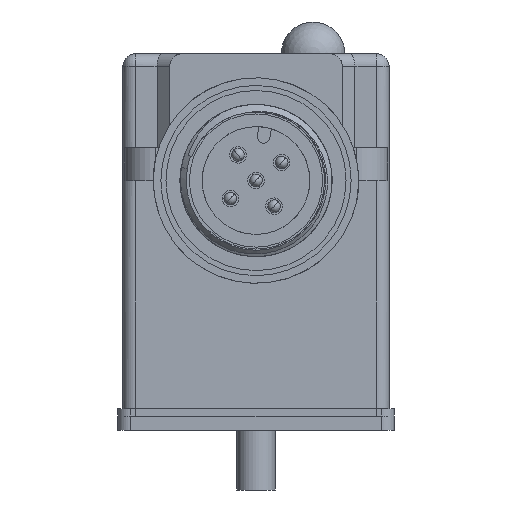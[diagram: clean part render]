
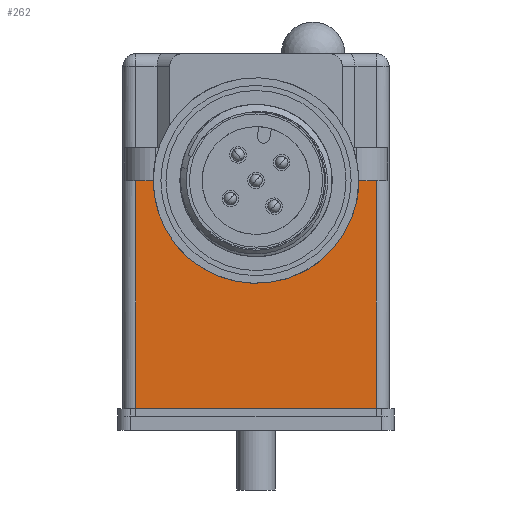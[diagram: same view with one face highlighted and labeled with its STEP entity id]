
A CAD part, front view. The second image highlights one B-rep face of the part: STEP entity #262.
In plain terms, the highlighted planar face has unit normal (0, -1, 0).
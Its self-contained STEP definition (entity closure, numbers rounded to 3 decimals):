
#262 = ADVANCED_FACE ( 'NONE', ( #9374 ), #2226, .T. ) ;
#774 = CARTESIAN_POINT ( 'NONE',  ( 9.5, -14.2, 16.198 ) ) ;
#1017 = VERTEX_POINT ( 'NONE', #4956 ) ;
#2132 = CARTESIAN_POINT ( 'NONE',  ( 9.5, -14.2, 16.198 ) ) ;
#2226 = PLANE ( 'NONE',  #14058 ) ;
#2272 = DIRECTION ( 'NONE',  ( 0., 0., -1. ) ) ;
#2533 = DIRECTION ( 'NONE',  ( 0., 0., -1. ) ) ;
#2715 = ORIENTED_EDGE ( 'NONE', *, *, #24741, .T. ) ;
#2739 = ORIENTED_EDGE ( 'NONE', *, *, #26562, .F. ) ;
#2769 = VECTOR ( 'NONE', #2272, 1000. ) ;
#2856 = VECTOR ( 'NONE', #12070, 1000. ) ;
#3429 = CARTESIAN_POINT ( 'NONE',  ( -7.8, -14.2, 16.198 ) ) ;
#4251 = CARTESIAN_POINT ( 'NONE',  ( -9.5, -14.2, 16.198 ) ) ;
#4371 = DIRECTION ( 'NONE',  ( 1., 0., 0. ) ) ;
#4912 = CARTESIAN_POINT ( 'NONE',  ( 9.5, -14.2, -2.402 ) ) ;
#4956 = CARTESIAN_POINT ( 'NONE',  ( -9.5, -14.2, -2.402 ) ) ;
#4988 = CARTESIAN_POINT ( 'NONE',  ( 9.5, -14.2, -2.402 ) ) ;
#5165 = VERTEX_POINT ( 'NONE', #16586 ) ;
#5936 = CARTESIAN_POINT ( 'NONE',  ( 0., -14.2, 16.198 ) ) ;
#6237 = EDGE_CURVE ( 'NONE', #19188, #1017, #15265, .T. ) ;
#6358 = EDGE_CURVE ( 'NONE', #12836, #19147, #17833, .T. ) ;
#7367 = EDGE_LOOP ( 'NONE', ( #14517, #24915, #22042, #2739, #2715, #20463 ) ) ;
#9374 = FACE_OUTER_BOUND ( 'NONE', #7367, .T. ) ;
#10906 = CARTESIAN_POINT ( 'NONE',  ( -9.5, -14.2, 16.198 ) ) ;
#10965 = CARTESIAN_POINT ( 'NONE',  ( 9.5, -14.2, 16.198 ) ) ;
#11814 = CARTESIAN_POINT ( 'NONE',  ( -7.8, -14.2, 16.198 ) ) ;
#12070 = DIRECTION ( 'NONE',  ( -1., 0., 0. ) ) ;
#12203 = DIRECTION ( 'NONE',  ( 0., -1., 0. ) ) ;
#12836 = VERTEX_POINT ( 'NONE', #3429 ) ;
#13161 = VECTOR ( 'NONE', #2533, 1000. ) ;
#14058 = AXIS2_PLACEMENT_3D ( 'NONE', #2132, #24962, #16669 ) ;
#14517 = ORIENTED_EDGE ( 'NONE', *, *, #6358, .T. ) ;
#14528 = LINE ( 'NONE', #26526, #2856 ) ;
#15265 = LINE ( 'NONE', #4912, #24669 ) ;
#16586 = CARTESIAN_POINT ( 'NONE',  ( 7.8, -14.2, 16.198 ) ) ;
#16669 = DIRECTION ( 'NONE',  ( -1., 0., 0. ) ) ;
#16688 = EDGE_CURVE ( 'NONE', #12836, #5165, #18116, .T. ) ;
#17248 = EDGE_CURVE ( 'NONE', #19147, #1017, #18006, .T. ) ;
#17833 = LINE ( 'NONE', #11814, #20432 ) ;
#17847 = VERTEX_POINT ( 'NONE', #10965 ) ;
#18006 = LINE ( 'NONE', #4251, #2769 ) ;
#18116 = CIRCLE ( 'NONE', #22511, 7.8 ) ;
#19147 = VERTEX_POINT ( 'NONE', #10906 ) ;
#19188 = VERTEX_POINT ( 'NONE', #4988 ) ;
#19293 = LINE ( 'NONE', #774, #13161 ) ;
#20187 = DIRECTION ( 'NONE',  ( -1., 0., 0. ) ) ;
#20432 = VECTOR ( 'NONE', #20187, 1000. ) ;
#20463 = ORIENTED_EDGE ( 'NONE', *, *, #16688, .F. ) ;
#21452 = DIRECTION ( 'NONE',  ( -1., 0., 0. ) ) ;
#22042 = ORIENTED_EDGE ( 'NONE', *, *, #6237, .F. ) ;
#22511 = AXIS2_PLACEMENT_3D ( 'NONE', #5936, #12203, #4371 ) ;
#24669 = VECTOR ( 'NONE', #21452, 1000. ) ;
#24741 = EDGE_CURVE ( 'NONE', #17847, #5165, #14528, .T. ) ;
#24915 = ORIENTED_EDGE ( 'NONE', *, *, #17248, .T. ) ;
#24962 = DIRECTION ( 'NONE',  ( 0., -1., 0. ) ) ;
#26526 = CARTESIAN_POINT ( 'NONE',  ( 9.5, -14.2, 16.198 ) ) ;
#26562 = EDGE_CURVE ( 'NONE', #17847, #19188, #19293, .T. ) ;
